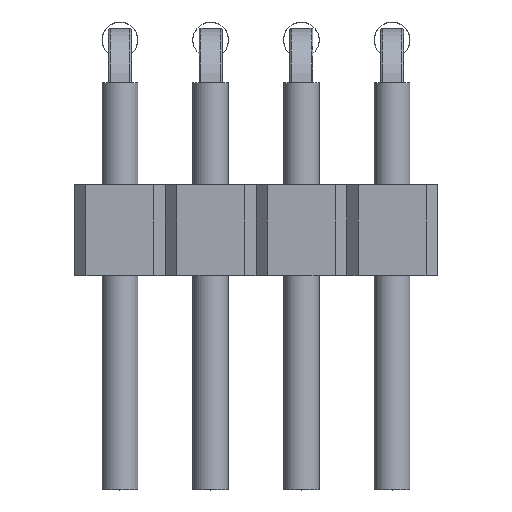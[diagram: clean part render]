
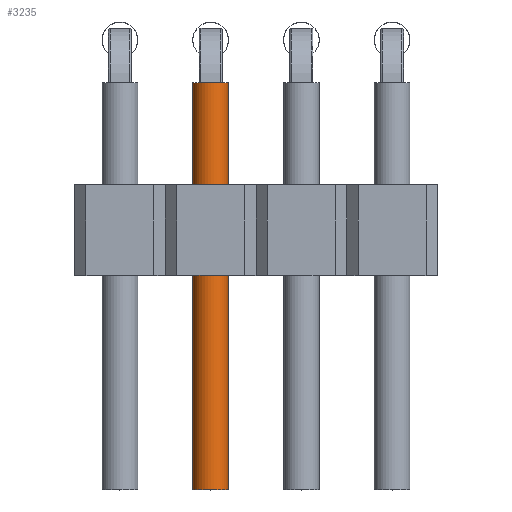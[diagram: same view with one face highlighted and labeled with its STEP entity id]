
A CAD part, top view. The second image highlights one B-rep face of the part: STEP entity #3235.
In plain terms, the highlighted cylindrical face has radius 0.5 mm (diameter 1 mm), a full revolution.
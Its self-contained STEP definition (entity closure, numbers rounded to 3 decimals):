
#1772=ORIENTED_EDGE('',*,*,#2232,.F.);
#1773=ORIENTED_EDGE('',*,*,#2233,.T.);
#2232=EDGE_CURVE('',#2536,#2536,#2640,.T.);
#2233=EDGE_CURVE('',#2537,#2537,#2641,.T.);
#2536=VERTEX_POINT('',#5493);
#2537=VERTEX_POINT('',#5495);
#2640=CIRCLE('',#3606,0.5);
#2641=CIRCLE('',#3607,0.5);
#2826=EDGE_LOOP('',(#1772));
#2827=EDGE_LOOP('',(#1773));
#3012=FACE_BOUND('',#2826,.T.);
#3013=FACE_BOUND('',#2827,.T.);
#3069=CYLINDRICAL_SURFACE('',#3605,0.5);
#3235=ADVANCED_FACE('',(#3012,#3013),#3069,.F.);
#3605=AXIS2_PLACEMENT_3D('',#5491,#4544,#4545);
#3606=AXIS2_PLACEMENT_3D('',#5492,#4546,#4547);
#3607=AXIS2_PLACEMENT_3D('',#5494,#4548,#4549);
#4544=DIRECTION('',(1.,0.,0.));
#4545=DIRECTION('',(0.,0.,-1.));
#4546=DIRECTION('',(-1.,0.,0.));
#4547=DIRECTION('',(0.,0.,1.));
#4548=DIRECTION('',(-1.,0.,0.));
#4549=DIRECTION('',(0.,0.,1.));
#5491=CARTESIAN_POINT('',(1.2,0.,6.81));
#5492=CARTESIAN_POINT('',(12.6,0.,6.81));
#5493=CARTESIAN_POINT('',(12.6,0.,7.31));
#5494=CARTESIAN_POINT('',(1.2,0.,6.81));
#5495=CARTESIAN_POINT('',(1.2,0.,7.31));
